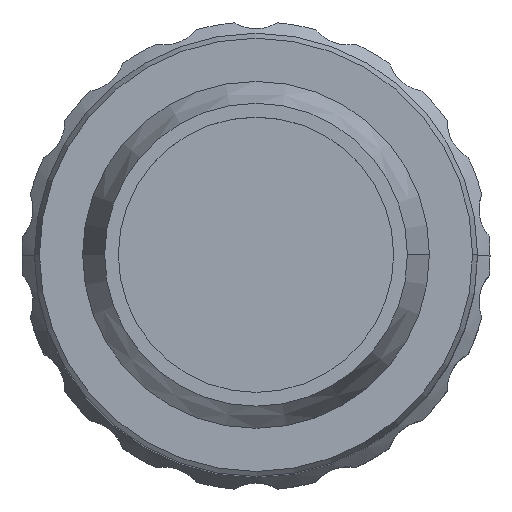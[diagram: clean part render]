
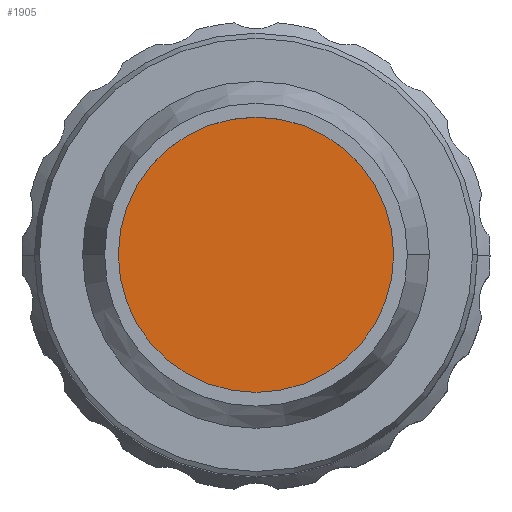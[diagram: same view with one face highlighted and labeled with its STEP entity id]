
A CAD part, top view. The second image highlights one B-rep face of the part: STEP entity #1905.
In plain terms, the highlighted planar face has unit normal (0, 0, 1).
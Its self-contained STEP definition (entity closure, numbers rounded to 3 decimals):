
#491 = CIRCLE ( 'NONE', #2324, 10. ) ;
#627 = CARTESIAN_POINT ( 'NONE',  ( -10., 0., 83.054 ) ) ;
#634 = DIRECTION ( 'NONE',  ( -1., 0., 0. ) ) ;
#694 = DIRECTION ( 'NONE',  ( 1., 0., 0. ) ) ;
#756 = AXIS2_PLACEMENT_3D ( 'NONE', #1510, #2272, #694 ) ;
#1130 = VERTEX_POINT ( 'NONE', #2067 ) ;
#1184 = EDGE_CURVE ( 'NONE', #1511, #1130, #1489, .T. ) ;
#1307 = EDGE_CURVE ( 'NONE', #1130, #1511, #491, .T. ) ;
#1386 = DIRECTION ( 'NONE',  ( 1., 0., 0. ) ) ;
#1438 = DIRECTION ( 'NONE',  ( 0., 0., -1. ) ) ;
#1489 = CIRCLE ( 'NONE', #756, 10. ) ;
#1510 = CARTESIAN_POINT ( 'NONE',  ( 0., 0., 83.054 ) ) ;
#1511 = VERTEX_POINT ( 'NONE', #627 ) ;
#1810 = ORIENTED_EDGE ( 'NONE', *, *, #1307, .T. ) ;
#1905 = ADVANCED_FACE ( 'NONE', ( #2077 ), #2420, .F. ) ;
#2067 = CARTESIAN_POINT ( 'NONE',  ( 10., 0., 83.054 ) ) ;
#2077 = FACE_OUTER_BOUND ( 'NONE', #2169, .T. ) ;
#2169 = EDGE_LOOP ( 'NONE', ( #1810, #2283 ) ) ;
#2183 = AXIS2_PLACEMENT_3D ( 'NONE', #2391, #1438, #634 ) ;
#2272 = DIRECTION ( 'NONE',  ( 0., 0., 1. ) ) ;
#2283 = ORIENTED_EDGE ( 'NONE', *, *, #1184, .T. ) ;
#2324 = AXIS2_PLACEMENT_3D ( 'NONE', #2358, #2549, #1386 ) ;
#2358 = CARTESIAN_POINT ( 'NONE',  ( 0., 0., 83.054 ) ) ;
#2391 = CARTESIAN_POINT ( 'NONE',  ( 0., 10., 83.054 ) ) ;
#2420 = PLANE ( 'NONE',  #2183 ) ;
#2549 = DIRECTION ( 'NONE',  ( 0., 0., 1. ) ) ;
